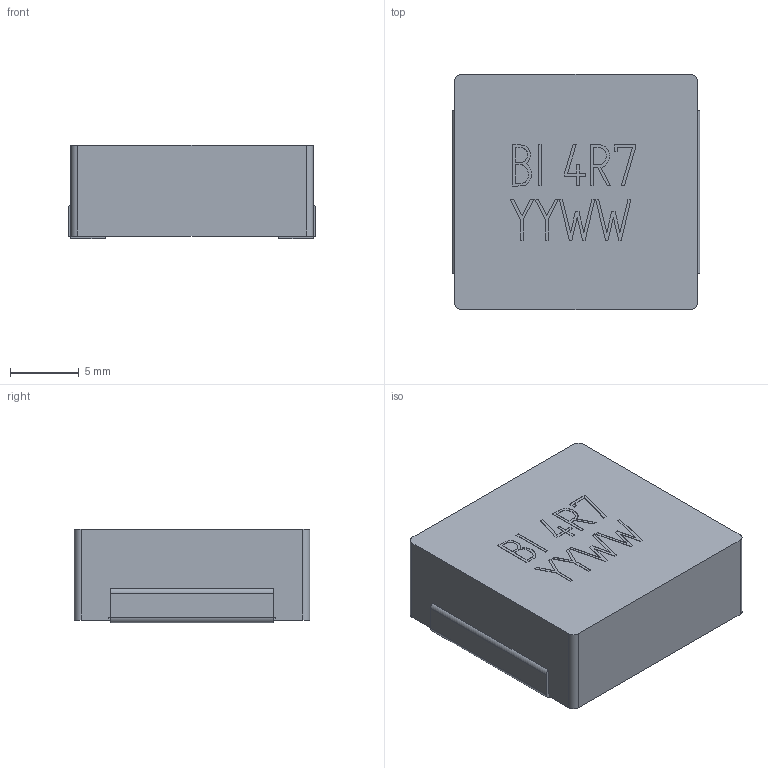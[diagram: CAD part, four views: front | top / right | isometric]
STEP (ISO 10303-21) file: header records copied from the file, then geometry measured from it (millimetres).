
FILE_DESCRIPTION(/* description */ ('Unknown'),/* implementation_level */ '2;1');
FILE_NAME(/* name */ 'HA72L-1770',/* time_stamp */ '2021-10-26T15:53:06+08:00',/* author */ ('Unknown'),/* organization */ ('Unknown'),/* preprocessor_version */ 'ST-DEVELOPER v16.7',/* originating_system */ 'Solid Edge',/* authorisation */ 'Unknown');
FILE_SCHEMA (('AUTOMOTIVE_DESIGN {1 0 10303 214 3 1 1}'));
Length unit declared in the file: millimetre
Products named in the file (1): HA72L-1770
Bounding box: 18 x 17.1 x 6.8 mm (x, y, z)
Volume: 2004.7 mm3; surface area: 1085.7 mm2
Topology: 1 solids, 1 shells, 137 faces, 369 edges, 246 vertices
Faces by surface type: plane 119, bspline 10, cylinder 8
Entity records: 5400 total; most frequent: CARTESIAN_POINT 1186, ORIENTED_EDGE 738, DIRECTION 538, EDGE_CURVE 369, LINE 250, VECTOR 250, VERTEX_POINT 246, EDGE_LOOP 149
